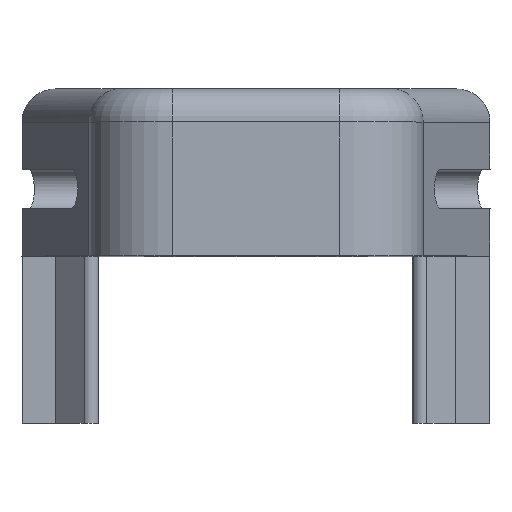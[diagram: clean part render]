
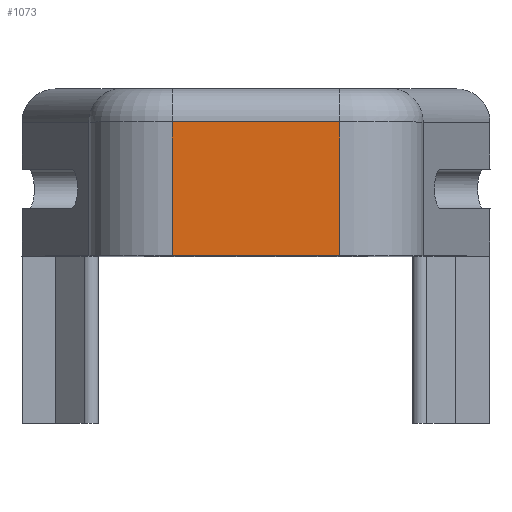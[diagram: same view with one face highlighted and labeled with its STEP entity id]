
A CAD part, top view. The second image highlights one B-rep face of the part: STEP entity #1073.
In plain terms, the highlighted planar face has unit normal (0, 0, 1).
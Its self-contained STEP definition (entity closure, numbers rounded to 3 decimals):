
#94=FACE_OUTER_BOUND('',#150,.T.);
#150=EDGE_LOOP('',(#914,#915,#916,#917));
#244=LINE('',#1652,#359);
#278=LINE('',#1779,#393);
#284=LINE('',#1797,#399);
#285=LINE('',#1799,#400);
#359=VECTOR('',#1303,10.);
#393=VECTOR('',#1409,10.);
#399=VECTOR('',#1435,10.);
#400=VECTOR('',#1438,10.);
#485=VERTEX_POINT('',#1649);
#486=VERTEX_POINT('',#1651);
#514=VERTEX_POINT('',#1759);
#515=VERTEX_POINT('',#1777);
#597=EDGE_CURVE('',#485,#486,#244,.T.);
#652=EDGE_CURVE('',#514,#515,#278,.T.);
#661=EDGE_CURVE('',#485,#515,#284,.T.);
#662=EDGE_CURVE('',#486,#514,#285,.T.);
#914=ORIENTED_EDGE('',*,*,#652,.F.);
#915=ORIENTED_EDGE('',*,*,#662,.F.);
#916=ORIENTED_EDGE('',*,*,#597,.F.);
#917=ORIENTED_EDGE('',*,*,#661,.T.);
#1025=PLANE('',#1178);
#1073=ADVANCED_FACE('',(#94),#1025,.T.);
#1178=AXIS2_PLACEMENT_3D('',#1798,#1436,#1437);
#1303=DIRECTION('',(-1.,0.,0.));
#1409=DIRECTION('',(1.,0.,0.));
#1435=DIRECTION('',(0.,1.,0.));
#1436=DIRECTION('center_axis',(0.,0.,1.));
#1437=DIRECTION('ref_axis',(1.,0.,0.));
#1438=DIRECTION('',(0.,1.,0.));
#1649=CARTESIAN_POINT('',(6.355,171.04,31.496));
#1651=CARTESIAN_POINT('',(-6.355,171.04,31.496));
#1652=CARTESIAN_POINT('',(-6.35,171.04,31.496));
#1759=CARTESIAN_POINT('',(-6.355,181.2,31.496));
#1777=CARTESIAN_POINT('',(6.355,181.2,31.496));
#1779=CARTESIAN_POINT('',(-10.554,181.2,31.496));
#1797=CARTESIAN_POINT('',(6.355,171.04,31.496));
#1798=CARTESIAN_POINT('Origin',(-6.355,171.04,31.496));
#1799=CARTESIAN_POINT('',(-6.355,171.04,31.496));
